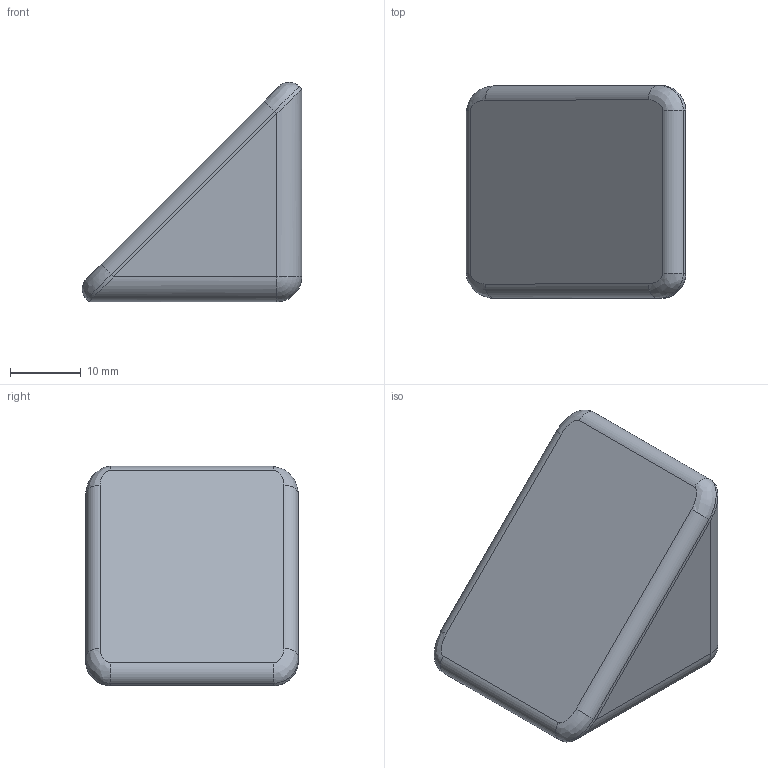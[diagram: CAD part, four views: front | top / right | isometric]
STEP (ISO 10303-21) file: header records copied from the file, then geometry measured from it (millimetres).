
FILE_DESCRIPTION((''),'2;1');
FILE_NAME('SZ0966N.stp','2009-07-27T13:54:04',(''),(''),'Mechanical Desktop 2007','Mechanical Desktop 2007',', , ');
FILE_SCHEMA(('CONFIG_CONTROL_DESIGN'));
Length unit declared in the file: millimetre
Products named in the file (1): SZ0966N
Bounding box: 30.95 x 30 x 30.95 mm (x, y, z)
Volume: 8939.8 mm3; surface area: 7293.4 mm2
Topology: 2 solids, 2 shells, 50 faces, 119 edges, 70 vertices
Faces by surface type: plane 19, cylinder 19, bspline 8, sphere 4
Entity records: 1834 total; most frequent: CARTESIAN_POINT 664, ORIENTED_EDGE 230, DIRECTION 211, EDGE_CURVE 115, AXIS2_PLACEMENT_3D 73, VERTEX_POINT 70, VECTOR 65, LINE 65
